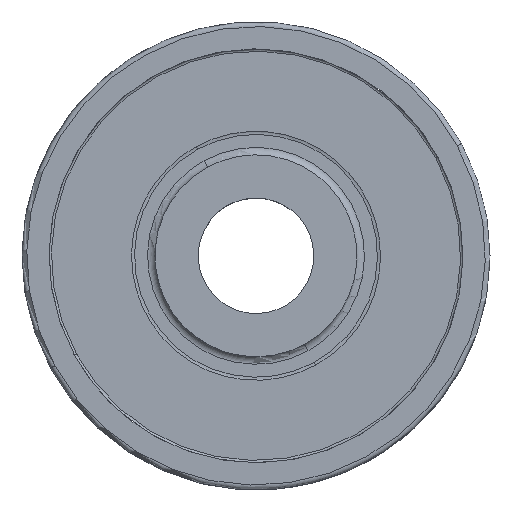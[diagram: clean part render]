
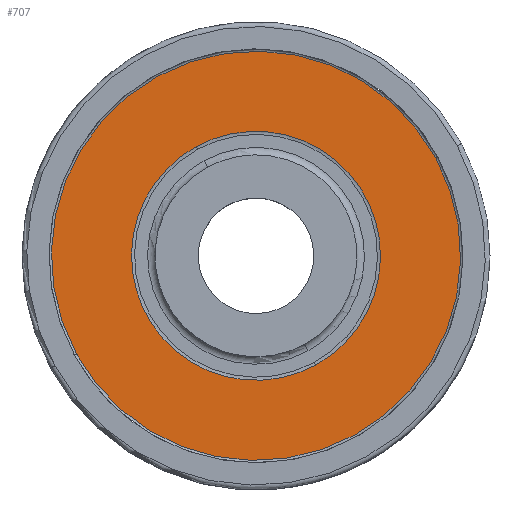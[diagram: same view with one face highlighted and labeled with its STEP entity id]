
A CAD part, top view. The second image highlights one B-rep face of the part: STEP entity #707.
In plain terms, the highlighted planar face has unit normal (0, 0, 1).
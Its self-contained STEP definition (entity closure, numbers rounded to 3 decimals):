
#494=AXIS2_PLACEMENT_3D('Circle Axis2P3D',#492,#493,$) ;
#528=AXIS2_PLACEMENT_3D('Circle Axis2P3D',#526,#527,$) ;
#641=AXIS2_PLACEMENT_3D('Plane Axis2P3D',#638,#639,#640) ;
#489=CARTESIAN_POINT('Vertex',(-15.233,-8.322,9.65)) ;
#492=CARTESIAN_POINT('Axis2P3D Location',(0.,0.,9.65)) ;
#496=CARTESIAN_POINT('Vertex',(15.233,8.322,9.65)) ;
#526=CARTESIAN_POINT('Axis2P3D Location',(0.,0.,9.65)) ;
#638=CARTESIAN_POINT('Axis2P3D Location',(17.358,0.,9.65)) ;
#648=CARTESIAN_POINT('Control Point',(-5.063,9.267,9.65)) ;
#649=CARTESIAN_POINT('Control Point',(-5.996,8.757,9.65)) ;
#650=CARTESIAN_POINT('Control Point',(-6.866,8.13,9.65)) ;
#651=CARTESIAN_POINT('Control Point',(-7.651,7.395,9.65)) ;
#652=CARTESIAN_POINT('Control Point',(-9.02,5.744,9.65)) ;
#653=CARTESIAN_POINT('Control Point',(-9.937,3.805,9.65)) ;
#654=CARTESIAN_POINT('Control Point',(-10.27,2.783,9.65)) ;
#655=CARTESIAN_POINT('Control Point',(-10.672,0.676,9.65)) ;
#656=CARTESIAN_POINT('Control Point',(-10.539,-1.465,9.65)) ;
#657=CARTESIAN_POINT('Control Point',(-10.338,-2.521,9.65)) ;
#658=CARTESIAN_POINT('Control Point',(-9.673,-4.56,9.65)) ;
#659=CARTESIAN_POINT('Control Point',(-8.523,-6.371,9.65)) ;
#660=CARTESIAN_POINT('Control Point',(-7.836,-7.199,9.65)) ;
#661=CARTESIAN_POINT('Control Point',(-6.269,-8.663,9.65)) ;
#662=CARTESIAN_POINT('Control Point',(-4.388,-9.694,9.65)) ;
#663=CARTESIAN_POINT('Control Point',(-3.387,-10.087,9.65)) ;
#664=CARTESIAN_POINT('Control Point',(-1.308,-10.614,9.65)) ;
#665=CARTESIAN_POINT('Control Point',(0.837,-10.608,9.65)) ;
#666=CARTESIAN_POINT('Control Point',(1.903,-10.469,9.65)) ;
#667=CARTESIAN_POINT('Control Point',(3.186,-10.134,9.65)) ;
#668=CARTESIAN_POINT('Control Point',(4.392,-9.608,9.65)) ;
#669=CARTESIAN_POINT('Control Point',(4.619,-9.501,9.65)) ;
#670=CARTESIAN_POINT('Control Point',(4.842,-9.387,9.65)) ;
#671=CARTESIAN_POINT('Control Point',(5.063,-9.267,9.65)) ;
#672=CARTESIAN_POINT('Vertex',(-5.063,9.267,9.65)) ;
#674=CARTESIAN_POINT('Vertex',(5.063,-9.267,9.65)) ;
#678=CARTESIAN_POINT('Control Point',(5.063,-9.267,9.65)) ;
#679=CARTESIAN_POINT('Control Point',(5.996,-8.757,9.65)) ;
#680=CARTESIAN_POINT('Control Point',(6.866,-8.13,9.65)) ;
#681=CARTESIAN_POINT('Control Point',(7.651,-7.395,9.65)) ;
#682=CARTESIAN_POINT('Control Point',(9.02,-5.744,9.65)) ;
#683=CARTESIAN_POINT('Control Point',(9.937,-3.805,9.65)) ;
#684=CARTESIAN_POINT('Control Point',(10.27,-2.783,9.65)) ;
#685=CARTESIAN_POINT('Control Point',(10.672,-0.676,9.65)) ;
#686=CARTESIAN_POINT('Control Point',(10.539,1.465,9.65)) ;
#687=CARTESIAN_POINT('Control Point',(10.338,2.521,9.65)) ;
#688=CARTESIAN_POINT('Control Point',(9.673,4.56,9.65)) ;
#689=CARTESIAN_POINT('Control Point',(8.523,6.371,9.65)) ;
#690=CARTESIAN_POINT('Control Point',(7.836,7.199,9.65)) ;
#691=CARTESIAN_POINT('Control Point',(6.269,8.663,9.65)) ;
#692=CARTESIAN_POINT('Control Point',(4.388,9.694,9.65)) ;
#693=CARTESIAN_POINT('Control Point',(3.387,10.087,9.65)) ;
#694=CARTESIAN_POINT('Control Point',(1.308,10.614,9.65)) ;
#695=CARTESIAN_POINT('Control Point',(-0.837,10.608,9.65)) ;
#696=CARTESIAN_POINT('Control Point',(-1.903,10.469,9.65)) ;
#697=CARTESIAN_POINT('Control Point',(-3.186,10.134,9.65)) ;
#698=CARTESIAN_POINT('Control Point',(-4.392,9.608,9.65)) ;
#699=CARTESIAN_POINT('Control Point',(-4.619,9.501,9.65)) ;
#700=CARTESIAN_POINT('Control Point',(-4.842,9.387,9.65)) ;
#701=CARTESIAN_POINT('Control Point',(-5.063,9.267,9.65)) ;
#493=DIRECTION('Axis2P3D Direction',(0.,0.,1.)) ;
#527=DIRECTION('Axis2P3D Direction',(0.,0.,1.)) ;
#639=DIRECTION('Axis2P3D Direction',(0.,0.,1.)) ;
#640=DIRECTION('Axis2P3D XDirection',(1.,0.,0.)) ;
#644=ORIENTED_EDGE('',*,*,#530,.T.) ;
#645=ORIENTED_EDGE('',*,*,#498,.T.) ;
#704=ORIENTED_EDGE('',*,*,#676,.F.) ;
#705=ORIENTED_EDGE('',*,*,#702,.F.) ;
#706=FACE_BOUND('',#703,.T.) ;
#707=ADVANCED_FACE('NOCUT',(#646,#706),#642,.T.) ;
#647=B_SPLINE_CURVE_WITH_KNOTS('',5,(#648,#649,#650,#651,#652,#653,#654,#655,#656,#657,#658,#659,#660,#661,#662,#663,#664,#665,#666,#667,#668,#669,#670,#671),.UNSPECIFIED.,.F.,.U.,(6,3,3,3,3,3,3,6),(0.,7.43,14.862,22.294,29.726,37.157,44.589,46.342),.UNSPECIFIED.) ;
#677=B_SPLINE_CURVE_WITH_KNOTS('',5,(#678,#679,#680,#681,#682,#683,#684,#685,#686,#687,#688,#689,#690,#691,#692,#693,#694,#695,#696,#697,#698,#699,#700,#701),.UNSPECIFIED.,.F.,.U.,(6,3,3,3,3,3,3,6),(0.,7.43,14.862,22.294,29.726,37.157,44.589,46.342),.UNSPECIFIED.) ;
#495=CIRCLE('generated circle',#494,17.358) ;
#529=CIRCLE('generated circle',#528,17.358) ;
#498=EDGE_CURVE('',#497,#490,#495,.T.) ;
#530=EDGE_CURVE('',#490,#497,#529,.T.) ;
#676=EDGE_CURVE('',#673,#675,#647,.T.) ;
#702=EDGE_CURVE('',#675,#673,#677,.T.) ;
#643=EDGE_LOOP('',(#644,#645)) ;
#703=EDGE_LOOP('',(#704,#705)) ;
#646=FACE_OUTER_BOUND('',#643,.T.) ;
#642=PLANE('',#641) ;
#490=VERTEX_POINT('',#489) ;
#497=VERTEX_POINT('',#496) ;
#673=VERTEX_POINT('',#672) ;
#675=VERTEX_POINT('',#674) ;
